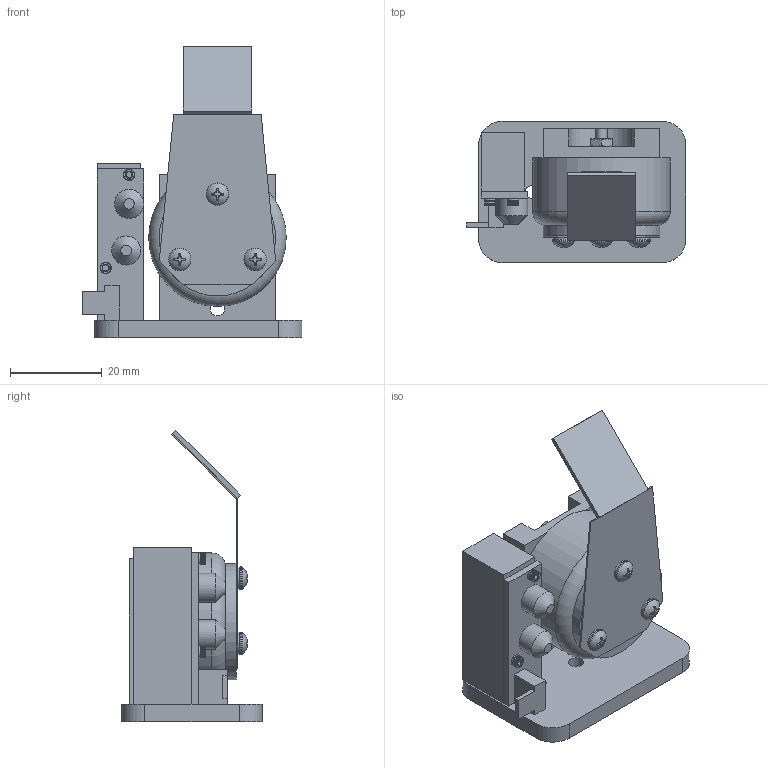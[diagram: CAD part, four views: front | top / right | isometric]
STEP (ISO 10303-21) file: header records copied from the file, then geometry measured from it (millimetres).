
FILE_DESCRIPTION(/* description */ ('STEP AP242','CAx-IF Rec.Pracs.---Representation and Presentation of Product Manufacturing Information (PMI)---4.0---2014-10-13','CAx-IF Rec.Pracs.---3D Tessellated Geometry---0.4---2014-09-14','2;1'),/* implementation_level */ '2;1');
FILE_NAME(/* name */ '652d6279f77a346c08c73985',/* time_stamp */ '2023-10-16T16:19:05Z',/* author */ (''),/* organization */ (''),/* preprocessor_version */ 'ST-DEVELOPER v19.4',/* originating_system */ ' ',/* authorisation */ ' ');
FILE_SCHEMA (('AP242_MANAGED_MODEL_BASED_3D_ENGINEERING_MIM_LF { 1 0 10303 442 1 1 4 }'));
Length unit declared in the file: metre
Products named in the file (19): -DM; rotor; 91772A089_Passivated 18-8 Stainless Steel Pan Head Phillips Screw; 90945A707_18-8 Stainless Steel Mil. Spec. Washer; plate; 96640A054_Black-Oxide 18-8 Stainless Steel Phillips Flat Head Screws; pi mount; pi pcb; 96640A110_Black-Oxide 18-8 Stainless Steel Phillips Flat Head Screws; blade-bottom; 90480A004_Low-Strength Steel Hex Nut; base; 91251A055_Black-Oxide Alloy Steel Socket Head Screw; blade-top; mirror; pi sensor1; pi sensor2; pi molex; mount
Assembly tree (26 placements, depth 2):
  -DM
    rotor
    91772A089_Passivated 18-8 Stainless Steel Pan Head Phillips Screw  x3
    90945A707_18-8 Stainless Steel Mil. Spec. Washer  x3
    plate
    96640A054_Black-Oxide 18-8 Stainless Steel Phillips Flat Head Screws  x2
    pi mount
    pi pcb
    96640A110_Black-Oxide 18-8 Stainless Steel Phillips Flat Head Screws  x2
    blade-bottom
    90480A004_Low-Strength Steel Hex Nut  x2
    base
    91251A055_Black-Oxide Alloy Steel Socket Head Screw  x2
    blade-top
    mirror
    pi sensor1
    pi sensor2
    pi molex
    mount
Bounding box: 47.98 x 30.78 x 63.61 mm (x, y, z)
Volume: 25205.4 mm3; surface area: 17423.5 mm2
Topology: 26 solids, 26 shells, 1050 faces, 2891 edges, 2010 vertices
Faces by surface type: plane 454, cone 313, cylinder 232, bspline 34, torus 14, sphere 3
Full cylindrical faces by diameter (mm): 1.191 x2, 1.524 x2, 2 x3, 2.261 x2, 2.438 x2, 2.54 x2, 2.591 x3, 2.667 x5, 2.705 x6, 2.896 x3, 3.175 x3, 3.3 x1, 3.505 x8, 3.912 x2, 4.572 x3, 4.902 x3, 6.35 x2, 12.7 x1, 14 x1, 25.41 x1, 30 x1
Entity records: 21557 total; most frequent: CARTESIAN_POINT 7817, ORIENTED_EDGE 2768, DIRECTION 2644, EDGE_CURVE 1384, VERTEX_POINT 1008, AXIS2_PLACEMENT_3D 984, FACE_BOUND 728, EDGE_LOOP 720
